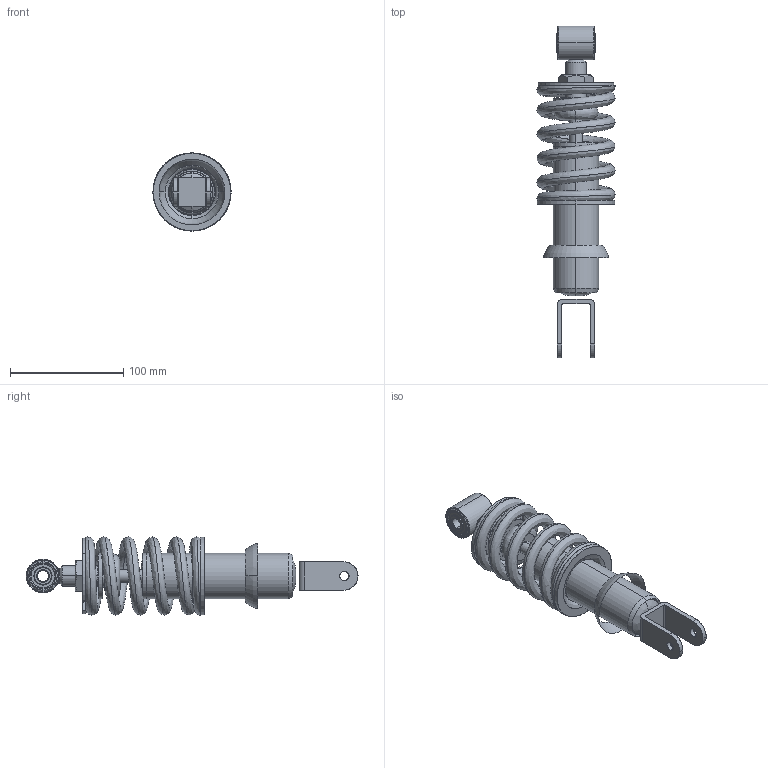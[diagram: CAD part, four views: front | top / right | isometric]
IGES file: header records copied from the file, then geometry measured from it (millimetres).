
Start section: SolidWorks IGES file using analytic representation for surfaces
Global section: file name: rs125-ShockAbsorber.IGS; native system: SolidWorks 2018; preprocessor: SolidWorks 2018; author: vikto; date: 210202.082407; units: millimetre
Bounding box: 69 x 293.38 x 69 mm (x, y, z)
Surface area: 158000.2 mm2 (no closed solid volume)
Topology: 0 solids, 0 shells, 640 faces, 12413 edges, 12413 vertices
Faces by surface type: revolution 340, bspline 300
